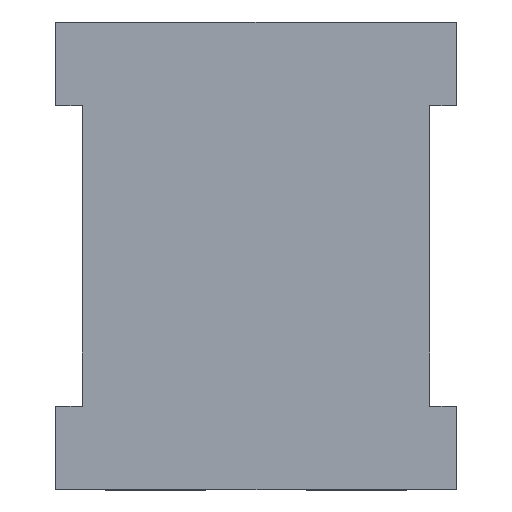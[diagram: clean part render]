
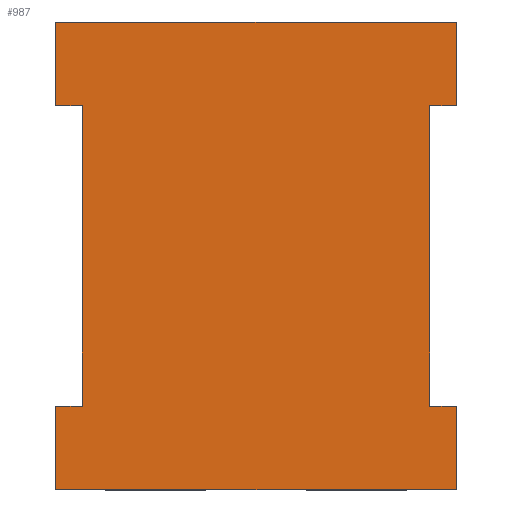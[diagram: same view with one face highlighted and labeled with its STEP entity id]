
A CAD part, top view. The second image highlights one B-rep face of the part: STEP entity #987.
In plain terms, the highlighted planar face has unit normal (0, 0, 1).
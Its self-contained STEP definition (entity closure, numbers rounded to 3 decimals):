
#73=FACE_OUTER_BOUND('',#125,.T.);
#125=EDGE_LOOP('',(#785,#786,#787,#788,#789,#790,#791,#792,#793,#794,#795,
#796));
#214=LINE('',#1503,#348);
#217=LINE('',#1511,#351);
#223=LINE('',#1524,#357);
#231=LINE('',#1541,#365);
#235=LINE('',#1549,#369);
#236=LINE('',#1550,#370);
#237=LINE('',#1552,#371);
#238=LINE('',#1553,#372);
#239=LINE('',#1555,#373);
#240=LINE('',#1556,#374);
#241=LINE('',#1558,#375);
#242=LINE('',#1559,#376);
#348=VECTOR('',#1227,1000.);
#351=VECTOR('',#1232,1000.);
#357=VECTOR('',#1240,1000.);
#365=VECTOR('',#1250,1000.);
#369=VECTOR('',#1256,1000.);
#370=VECTOR('',#1257,1000.);
#371=VECTOR('',#1258,1000.);
#372=VECTOR('',#1259,1000.);
#373=VECTOR('',#1260,1000.);
#374=VECTOR('',#1261,1000.);
#375=VECTOR('',#1262,1000.);
#376=VECTOR('',#1263,1000.);
#459=VERTEX_POINT('',#1496);
#462=VERTEX_POINT('',#1501);
#465=VERTEX_POINT('',#1508);
#466=VERTEX_POINT('',#1510);
#471=VERTEX_POINT('',#1521);
#472=VERTEX_POINT('',#1523);
#479=VERTEX_POINT('',#1538);
#480=VERTEX_POINT('',#1540);
#483=VERTEX_POINT('',#1548);
#484=VERTEX_POINT('',#1551);
#485=VERTEX_POINT('',#1554);
#486=VERTEX_POINT('',#1557);
#570=EDGE_CURVE('',#459,#462,#214,.T.);
#573=EDGE_CURVE('',#466,#465,#217,.T.);
#579=EDGE_CURVE('',#472,#471,#223,.T.);
#587=EDGE_CURVE('',#480,#479,#231,.T.);
#591=EDGE_CURVE('',#483,#479,#235,.T.);
#592=EDGE_CURVE('',#483,#466,#236,.T.);
#593=EDGE_CURVE('',#465,#484,#237,.T.);
#594=EDGE_CURVE('',#484,#472,#238,.T.);
#595=EDGE_CURVE('',#485,#471,#239,.T.);
#596=EDGE_CURVE('',#485,#459,#240,.T.);
#597=EDGE_CURVE('',#462,#486,#241,.T.);
#598=EDGE_CURVE('',#486,#480,#242,.T.);
#785=ORIENTED_EDGE('',*,*,#587,.T.);
#786=ORIENTED_EDGE('',*,*,#591,.F.);
#787=ORIENTED_EDGE('',*,*,#592,.T.);
#788=ORIENTED_EDGE('',*,*,#573,.T.);
#789=ORIENTED_EDGE('',*,*,#593,.T.);
#790=ORIENTED_EDGE('',*,*,#594,.T.);
#791=ORIENTED_EDGE('',*,*,#579,.T.);
#792=ORIENTED_EDGE('',*,*,#595,.F.);
#793=ORIENTED_EDGE('',*,*,#596,.T.);
#794=ORIENTED_EDGE('',*,*,#570,.T.);
#795=ORIENTED_EDGE('',*,*,#597,.T.);
#796=ORIENTED_EDGE('',*,*,#598,.T.);
#935=PLANE('',#1079);
#987=ADVANCED_FACE('',(#73),#935,.F.);
#1079=AXIS2_PLACEMENT_3D('',#1547,#1254,#1255);
#1227=DIRECTION('',(0.,-1.,0.));
#1232=DIRECTION('',(0.,1.,0.));
#1240=DIRECTION('',(-1.,0.,0.));
#1250=DIRECTION('',(1.,0.,0.));
#1254=DIRECTION('center_axis',(0.,0.,-1.));
#1255=DIRECTION('ref_axis',(-1.,0.,0.));
#1256=DIRECTION('',(0.,-1.,0.));
#1257=DIRECTION('',(-1.,0.,0.));
#1258=DIRECTION('',(1.,0.,0.));
#1259=DIRECTION('',(0.,1.,0.));
#1260=DIRECTION('',(0.,1.,0.));
#1261=DIRECTION('',(1.,0.,0.));
#1262=DIRECTION('',(-1.,0.,0.));
#1263=DIRECTION('',(0.,-1.,0.));
#1496=CARTESIAN_POINT('',(-5.2,2.25,1.35));
#1501=CARTESIAN_POINT('',(-5.2,-2.25,1.35));
#1503=CARTESIAN_POINT('',(-5.2,3.5,1.35));
#1508=CARTESIAN_POINT('',(0.,2.25,1.35));
#1510=CARTESIAN_POINT('',(0.,-2.25,1.35));
#1511=CARTESIAN_POINT('',(0.,3.5,1.35));
#1521=CARTESIAN_POINT('',(-5.6,3.5,1.35));
#1523=CARTESIAN_POINT('',(0.4,3.5,1.35));
#1524=CARTESIAN_POINT('',(0.,3.5,1.35));
#1538=CARTESIAN_POINT('',(0.4,-3.5,1.35));
#1540=CARTESIAN_POINT('',(-5.6,-3.5,1.35));
#1541=CARTESIAN_POINT('',(0.,-3.5,1.35));
#1547=CARTESIAN_POINT('Origin',(0.,0.,1.35));
#1548=CARTESIAN_POINT('',(0.4,-2.25,1.35));
#1549=CARTESIAN_POINT('',(0.4,-2.25,1.35));
#1550=CARTESIAN_POINT('',(0.,-2.25,1.35));
#1551=CARTESIAN_POINT('',(0.4,2.25,1.35));
#1552=CARTESIAN_POINT('',(0.,2.25,1.35));
#1553=CARTESIAN_POINT('',(0.4,2.25,1.35));
#1554=CARTESIAN_POINT('',(-5.6,2.25,1.35));
#1555=CARTESIAN_POINT('',(-5.6,2.25,1.35));
#1556=CARTESIAN_POINT('',(-5.2,2.25,1.35));
#1557=CARTESIAN_POINT('',(-5.6,-2.25,1.35));
#1558=CARTESIAN_POINT('',(-5.2,-2.25,1.35));
#1559=CARTESIAN_POINT('',(-5.6,-2.25,1.35));
